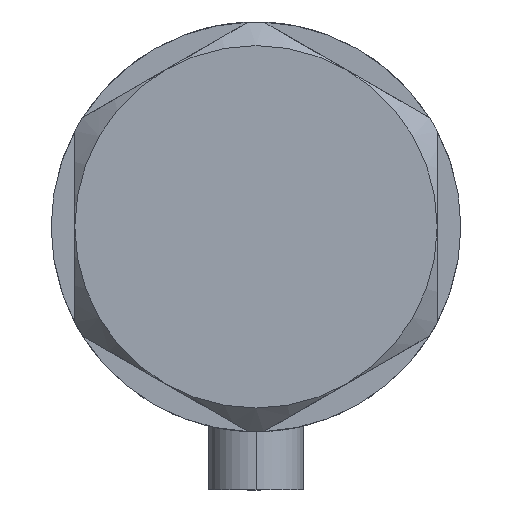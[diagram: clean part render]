
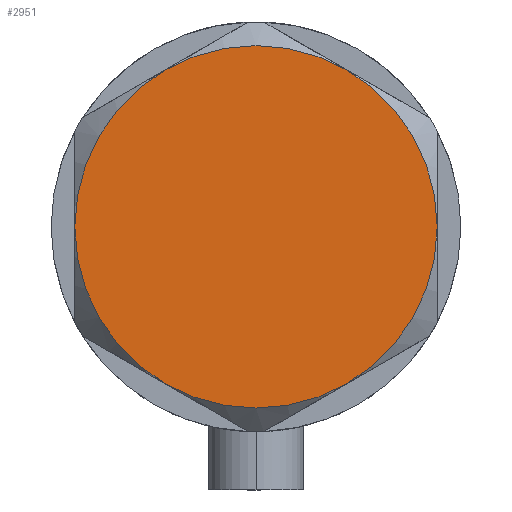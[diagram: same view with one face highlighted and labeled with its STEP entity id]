
A CAD part, left-side view. The second image highlights one B-rep face of the part: STEP entity #2951.
In plain terms, the highlighted face is planar.
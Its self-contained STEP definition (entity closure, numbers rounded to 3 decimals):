
#15 = DIRECTION ( 'NONE',  ( 0., 0., 1. ) ) ;
#32 = CARTESIAN_POINT ( 'NONE',  ( 11.5, 19.919, 9. ) ) ;
#84 = CARTESIAN_POINT ( 'NONE',  ( -11.5, -19.919, 9. ) ) ;
#92 = DIRECTION ( 'NONE',  ( 1., 0., 0. ) ) ;
#145 = EDGE_LOOP ( 'NONE', ( #363, #4105, #4089, #4819, #1724, #3227 ) ) ;
#208 = VERTEX_POINT ( 'NONE', #1354 ) ;
#280 = DIRECTION ( 'NONE',  ( 0., 0., 1. ) ) ;
#363 = ORIENTED_EDGE ( 'NONE', *, *, #4729, .T. ) ;
#453 = CIRCLE ( 'NONE', #2424, 23. ) ;
#610 = AXIS2_PLACEMENT_3D ( 'NONE', #3387, #15, #2319 ) ;
#758 = CARTESIAN_POINT ( 'NONE',  ( 0., 0., 9. ) ) ;
#863 = DIRECTION ( 'NONE',  ( 0., 0., 1. ) ) ;
#917 = VERTEX_POINT ( 'NONE', #32 ) ;
#924 = CARTESIAN_POINT ( 'NONE',  ( -23., 0., 9. ) ) ;
#1008 = CIRCLE ( 'NONE', #3938, 23. ) ;
#1009 = DIRECTION ( 'NONE',  ( 1., 0., 0. ) ) ;
#1163 = FACE_OUTER_BOUND ( 'NONE', #145, .T. ) ;
#1240 = VERTEX_POINT ( 'NONE', #2886 ) ;
#1354 = CARTESIAN_POINT ( 'NONE',  ( -11.5, 19.919, 9. ) ) ;
#1552 = CARTESIAN_POINT ( 'NONE',  ( 0., 0., 9. ) ) ;
#1666 = CARTESIAN_POINT ( 'NONE',  ( 0., 0., 9. ) ) ;
#1724 = ORIENTED_EDGE ( 'NONE', *, *, #4817, .T. ) ;
#1734 = EDGE_CURVE ( 'NONE', #917, #208, #453, .T. ) ;
#1738 = CARTESIAN_POINT ( 'NONE',  ( 0., 0., 9. ) ) ;
#1769 = AXIS2_PLACEMENT_3D ( 'NONE', #1666, #863, #3836 ) ;
#1795 = VERTEX_POINT ( 'NONE', #84 ) ;
#1921 = AXIS2_PLACEMENT_3D ( 'NONE', #3029, #3309, #4118 ) ;
#2242 = DIRECTION ( 'NONE',  ( 1., 0., 0. ) ) ;
#2263 = AXIS2_PLACEMENT_3D ( 'NONE', #3648, #3979, #4750 ) ;
#2319 = DIRECTION ( 'NONE',  ( 1., 0., 0. ) ) ;
#2351 = CIRCLE ( 'NONE', #2263, 23. ) ;
#2424 = AXIS2_PLACEMENT_3D ( 'NONE', #1552, #3461, #92 ) ;
#2516 = CIRCLE ( 'NONE', #4237, 23. ) ;
#2820 = VERTEX_POINT ( 'NONE', #4808 ) ;
#2886 = CARTESIAN_POINT ( 'NONE',  ( 23., 0., 9. ) ) ;
#2951 = ADVANCED_FACE ( 'NONE', ( #1163 ), #3765, .T. ) ;
#2952 = EDGE_CURVE ( 'NONE', #208, #4829, #4686, .T. ) ;
#3029 = CARTESIAN_POINT ( 'NONE',  ( 0., 0., 9. ) ) ;
#3227 = ORIENTED_EDGE ( 'NONE', *, *, #4744, .T. ) ;
#3268 = EDGE_CURVE ( 'NONE', #1240, #917, #4067, .T. ) ;
#3309 = DIRECTION ( 'NONE',  ( 0., 0., 1. ) ) ;
#3387 = CARTESIAN_POINT ( 'NONE',  ( 0., 0., 9. ) ) ;
#3461 = DIRECTION ( 'NONE',  ( 0., 0., 1. ) ) ;
#3648 = CARTESIAN_POINT ( 'NONE',  ( 0., 0., 9. ) ) ;
#3765 = PLANE ( 'NONE',  #610 ) ;
#3836 = DIRECTION ( 'NONE',  ( 1., 0., 0. ) ) ;
#3938 = AXIS2_PLACEMENT_3D ( 'NONE', #1738, #280, #1009 ) ;
#3979 = DIRECTION ( 'NONE',  ( 0., 0., 1. ) ) ;
#4067 = CIRCLE ( 'NONE', #1921, 23. ) ;
#4089 = ORIENTED_EDGE ( 'NONE', *, *, #1734, .T. ) ;
#4105 = ORIENTED_EDGE ( 'NONE', *, *, #3268, .T. ) ;
#4118 = DIRECTION ( 'NONE',  ( 1., 0., 0. ) ) ;
#4237 = AXIS2_PLACEMENT_3D ( 'NONE', #758, #4639, #2242 ) ;
#4639 = DIRECTION ( 'NONE',  ( 0., 0., 1. ) ) ;
#4686 = CIRCLE ( 'NONE', #1769, 23. ) ;
#4729 = EDGE_CURVE ( 'NONE', #2820, #1240, #2516, .T. ) ;
#4744 = EDGE_CURVE ( 'NONE', #1795, #2820, #2351, .T. ) ;
#4750 = DIRECTION ( 'NONE',  ( 1., 0., 0. ) ) ;
#4808 = CARTESIAN_POINT ( 'NONE',  ( 11.5, -19.919, 9. ) ) ;
#4817 = EDGE_CURVE ( 'NONE', #4829, #1795, #1008, .T. ) ;
#4819 = ORIENTED_EDGE ( 'NONE', *, *, #2952, .T. ) ;
#4829 = VERTEX_POINT ( 'NONE', #924 ) ;
